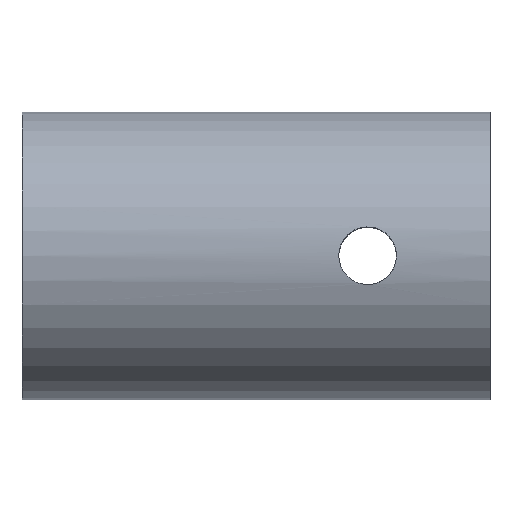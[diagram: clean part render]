
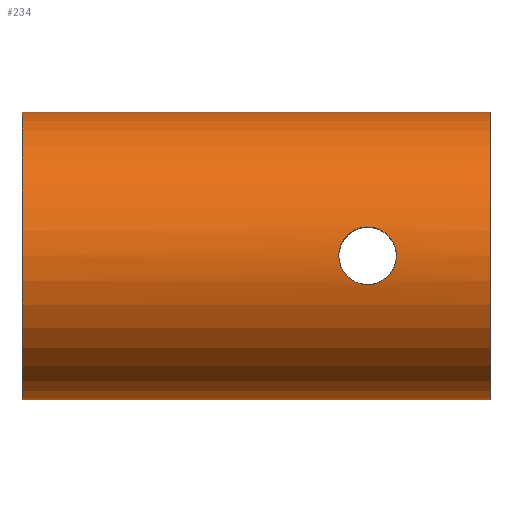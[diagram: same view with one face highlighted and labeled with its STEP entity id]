
A CAD part, top view. The second image highlights one B-rep face of the part: STEP entity #234.
In plain terms, the highlighted cylindrical face has radius 20 mm (diameter 40 mm), a partial arc.
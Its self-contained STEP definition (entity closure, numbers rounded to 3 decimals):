
#94=CARTESIAN_POINT('Axis2P3D Location',(32.5,0.,0.)) ;
#99=CARTESIAN_POINT('Line Origine',(32.5,-20.,0.)) ;
#103=CARTESIAN_POINT('Vertex',(0.,-20.,0.)) ;
#105=CARTESIAN_POINT('Vertex',(65.,-20.,0.)) ;
#112=CARTESIAN_POINT('Vertex',(0.,20.,0.)) ;
#115=CARTESIAN_POINT('Line Origine',(32.5,20.,0.)) ;
#119=CARTESIAN_POINT('Vertex',(65.,20.,0.)) ;
#176=CARTESIAN_POINT('Axis2P3D Location',(0.,0.,0.)) ;
#181=CARTESIAN_POINT('Axis2P3D Location',(65.,0.,0.)) ;
#193=CARTESIAN_POINT('Control Point',(52.,0.,20.)) ;
#194=CARTESIAN_POINT('Control Point',(52.,0.787,20.)) ;
#195=CARTESIAN_POINT('Control Point',(51.806,1.575,19.961)) ;
#196=CARTESIAN_POINT('Control Point',(51.419,2.294,19.883)) ;
#197=CARTESIAN_POINT('Control Point',(50.604,3.186,19.751)) ;
#198=CARTESIAN_POINT('Control Point',(49.545,3.721,19.652)) ;
#199=CARTESIAN_POINT('Control Point',(49.171,3.855,19.625)) ;
#200=CARTESIAN_POINT('Control Point',(48.082,4.1,19.576)) ;
#201=CARTESIAN_POINT('Control Point',(46.953,3.962,19.603)) ;
#202=CARTESIAN_POINT('Control Point',(46.259,3.709,19.658)) ;
#203=CARTESIAN_POINT('Control Point',(45.114,2.967,19.794)) ;
#204=CARTESIAN_POINT('Control Point',(44.364,1.837,19.927)) ;
#205=CARTESIAN_POINT('Control Point',(44.121,1.247,19.976)) ;
#206=CARTESIAN_POINT('Control Point',(44.,0.623,20.)) ;
#207=CARTESIAN_POINT('Control Point',(44.,0.,20.)) ;
#208=CARTESIAN_POINT('Vertex',(52.,0.,20.)) ;
#210=CARTESIAN_POINT('Vertex',(44.,0.,20.)) ;
#214=CARTESIAN_POINT('Control Point',(44.,0.,20.)) ;
#215=CARTESIAN_POINT('Control Point',(44.,-0.787,20.)) ;
#216=CARTESIAN_POINT('Control Point',(44.194,-1.575,19.961)) ;
#217=CARTESIAN_POINT('Control Point',(44.581,-2.294,19.883)) ;
#218=CARTESIAN_POINT('Control Point',(45.396,-3.186,19.751)) ;
#219=CARTESIAN_POINT('Control Point',(46.455,-3.721,19.652)) ;
#220=CARTESIAN_POINT('Control Point',(46.829,-3.855,19.625)) ;
#221=CARTESIAN_POINT('Control Point',(47.918,-4.1,19.576)) ;
#222=CARTESIAN_POINT('Control Point',(49.047,-3.962,19.603)) ;
#223=CARTESIAN_POINT('Control Point',(49.741,-3.709,19.658)) ;
#224=CARTESIAN_POINT('Control Point',(50.886,-2.967,19.794)) ;
#225=CARTESIAN_POINT('Control Point',(51.636,-1.837,19.927)) ;
#226=CARTESIAN_POINT('Control Point',(51.879,-1.247,19.976)) ;
#227=CARTESIAN_POINT('Control Point',(52.,-0.623,20.)) ;
#228=CARTESIAN_POINT('Control Point',(52.,0.,20.)) ;
#95=DIRECTION('Axis2P3D Direction',(1.,0.,0.)) ;
#96=DIRECTION('Axis2P3D XDirection',(0.,1.,0.)) ;
#100=DIRECTION('Vector Direction',(1.,0.,0.)) ;
#116=DIRECTION('Vector Direction',(1.,0.,0.)) ;
#177=DIRECTION('Axis2P3D Direction',(1.,0.,0.)) ;
#182=DIRECTION('Axis2P3D Direction',(1.,0.,0.)) ;
#97=AXIS2_PLACEMENT_3D('Cylinder Axis2P3D',#94,#95,#96) ;
#178=AXIS2_PLACEMENT_3D('Circle Axis2P3D',#176,#177,$) ;
#183=AXIS2_PLACEMENT_3D('Circle Axis2P3D',#181,#182,$) ;
#187=ORIENTED_EDGE('',*,*,#121,.F.) ;
#188=ORIENTED_EDGE('',*,*,#180,.T.) ;
#189=ORIENTED_EDGE('',*,*,#107,.T.) ;
#190=ORIENTED_EDGE('',*,*,#185,.F.) ;
#231=ORIENTED_EDGE('',*,*,#212,.F.) ;
#232=ORIENTED_EDGE('',*,*,#229,.F.) ;
#233=FACE_BOUND('',#230,.T.) ;
#101=VECTOR('Line Direction',#100,1.) ;
#117=VECTOR('Line Direction',#116,1.) ;
#234=ADVANCED_FACE('Corps principal',(#191,#233),#98,.T.) ;
#192=B_SPLINE_CURVE_WITH_KNOTS('',5,(#193,#194,#195,#196,#197,#198,#199,#200,#201,#202,#203,#204,#205,#206,#207),.UNSPECIFIED.,.F.,.U.,(6,3,3,3,6),(0.,5.567,8.352,13.409,17.816),.UNSPECIFIED.) ;
#213=B_SPLINE_CURVE_WITH_KNOTS('',5,(#214,#215,#216,#217,#218,#219,#220,#221,#222,#223,#224,#225,#226,#227,#228),.UNSPECIFIED.,.F.,.U.,(6,3,3,3,6),(0.,5.567,8.352,13.409,17.816),.UNSPECIFIED.) ;
#179=CIRCLE('generated circle',#178,20.) ;
#184=CIRCLE('generated circle',#183,20.) ;
#98=CYLINDRICAL_SURFACE('generated cylinder',#97,20.) ;
#107=EDGE_CURVE('',#104,#106,#102,.T.) ;
#121=EDGE_CURVE('',#113,#120,#118,.T.) ;
#180=EDGE_CURVE('',#113,#104,#179,.T.) ;
#185=EDGE_CURVE('',#120,#106,#184,.T.) ;
#212=EDGE_CURVE('',#209,#211,#192,.T.) ;
#229=EDGE_CURVE('',#211,#209,#213,.T.) ;
#186=EDGE_LOOP('',(#187,#188,#189,#190)) ;
#230=EDGE_LOOP('',(#231,#232)) ;
#191=FACE_OUTER_BOUND('',#186,.T.) ;
#102=LINE('Line',#99,#101) ;
#118=LINE('Line',#115,#117) ;
#104=VERTEX_POINT('',#103) ;
#106=VERTEX_POINT('',#105) ;
#113=VERTEX_POINT('',#112) ;
#120=VERTEX_POINT('',#119) ;
#209=VERTEX_POINT('',#208) ;
#211=VERTEX_POINT('',#210) ;
